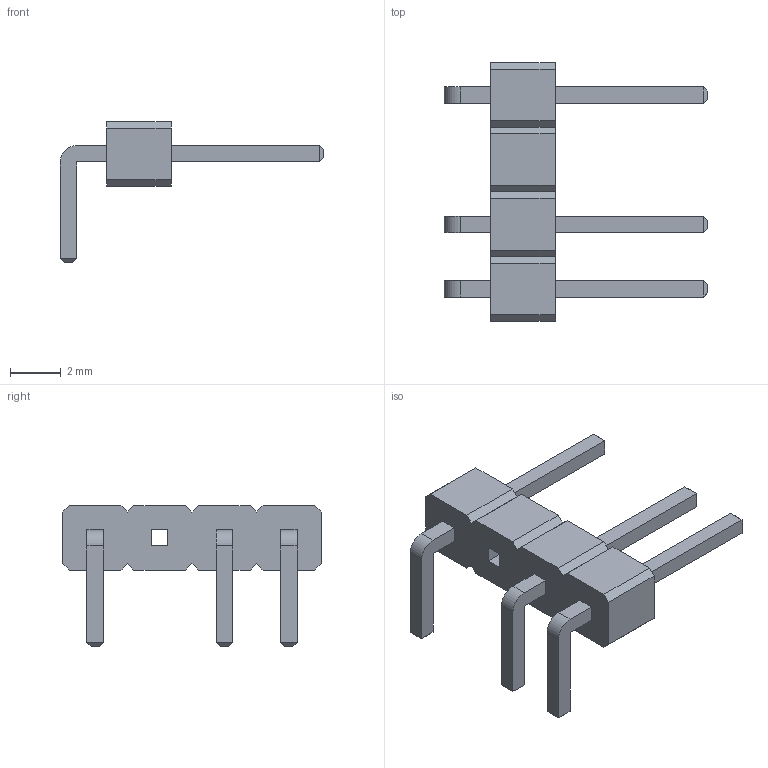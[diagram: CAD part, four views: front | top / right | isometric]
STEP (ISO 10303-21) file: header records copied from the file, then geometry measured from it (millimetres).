
FILE_DESCRIPTION(/* description */ (''),/* implementation_level */ '2;1');
FILE_NAME(/* name */ 'PinHeader_ARGB_1x04_P2.step',/* time_stamp */ '2022-07-07T20:38:51+08:00',/* author */ (''),/* organization */ (''),/* preprocessor_version */ 'ST-DEVELOPER v19',/* originating_system */ 'Autodesk Translation Framework v11.7.0.108',/* authorisation */ '');
FILE_SCHEMA (('AUTOMOTIVE_DESIGN { 1 0 10303 214 3 1 1 }'));
Length unit declared in the file: millimetre
Products named in the file (1): (Unsaved)
Bounding box: 10.36 x 10.16 x 5.54 mm (x, y, z)
Volume: 77.3 mm3; surface area: 210.1 mm2
Topology: 1 solids, 1 shells, 95 faces, 237 edges, 150 vertices
Faces by surface type: plane 92, cylinder 3
Entity records: 2891 total; most frequent: CARTESIAN_POINT 483, ORIENTED_EDGE 474, DIRECTION 435, EDGE_CURVE 237, LINE 231, VECTOR 231, VERTEX_POINT 150, EDGE_LOOP 103
